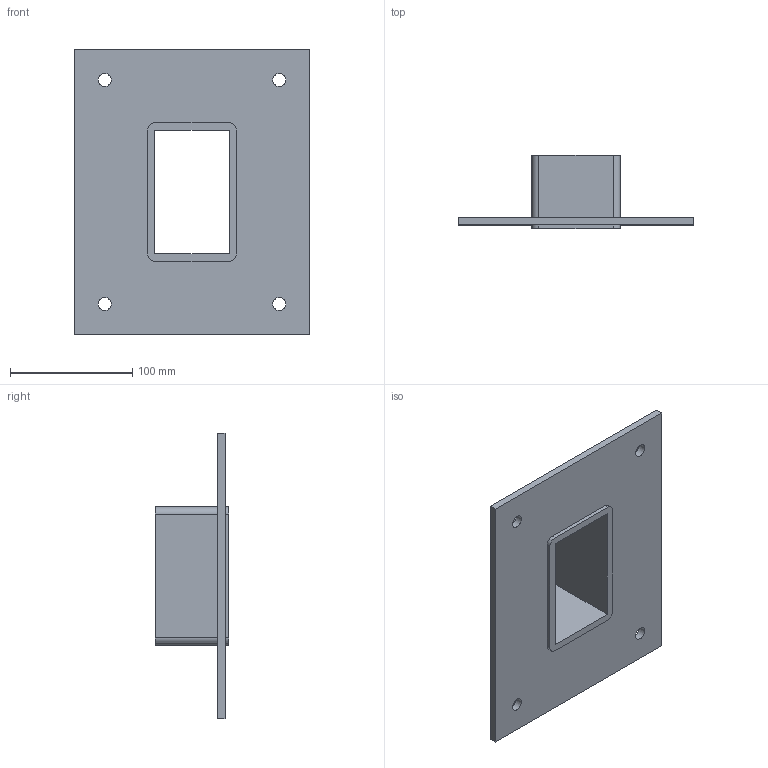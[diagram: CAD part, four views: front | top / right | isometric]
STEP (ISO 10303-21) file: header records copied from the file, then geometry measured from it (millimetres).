
FILE_DESCRIPTION((''),'2;1');
FILE_NAME('GH1X1.stp','2015-02-20T10:56:52',('se-emikul'),(''),'Autodesk Inventor 2013','Autodesk Inventor 2013','');
FILE_SCHEMA(('AUTOMOTIVE_DESIGN { 1 0 10303 214 1 1 1 1 }'));
Length unit declared in the file: millimetre
Products named in the file (1): GH1X1
Bounding box: 192.5 x 60 x 233 mm (x, y, z)
Volume: 341133.1 mm3; surface area: 121546.7 mm2
Topology: 1 solids, 1 shells, 32 faces, 88 edges, 60 vertices
Faces by surface type: plane 20, cylinder 12
Full cylindrical faces by diameter (mm): 10.5 x4
Entity records: 1018 total; most frequent: DIRECTION 170, CARTESIAN_POINT 169, ORIENTED_EDGE 160, EDGE_CURVE 80, AXIS2_PLACEMENT_3D 57, VERTEX_POINT 56, VECTOR 56, LINE 56
